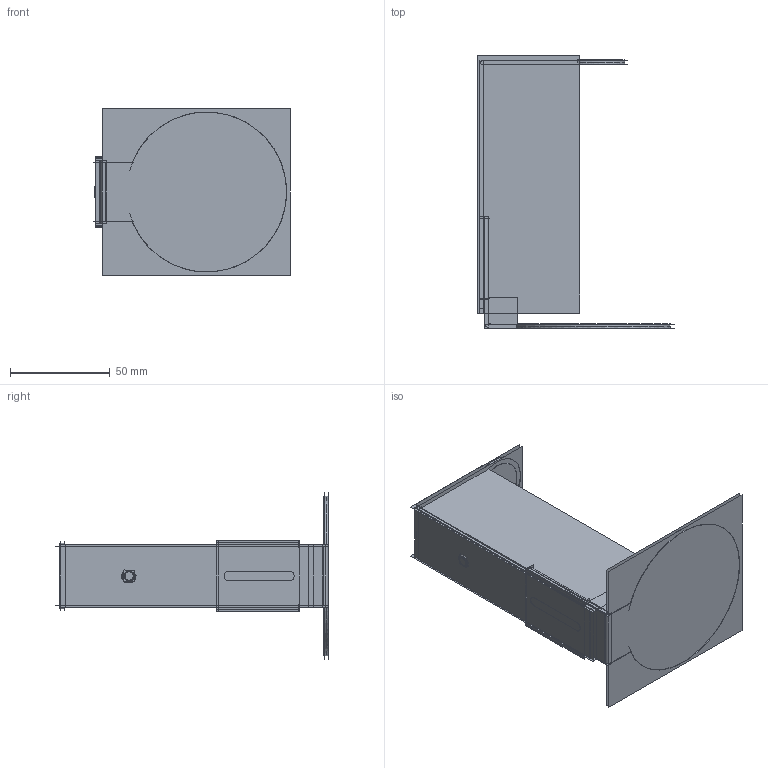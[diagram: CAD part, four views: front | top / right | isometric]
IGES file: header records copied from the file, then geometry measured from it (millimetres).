
Start section:  PTC IGES file: a44892.igs
Global section: file name: a44892.igs; native system: Creo Parametric by PTC Inc.; preprocessor: 2017380; author: gurkan.saylisoy; organization: Unknown; date: 20190218.152154; units: millimetre
Bounding box: 98.33 x 136.78 x 83.2 mm (x, y, z)
Surface area: 80479 mm2 (no closed solid volume)
Topology: 0 solids, 0 shells, 256 faces, 3506 edges, 4584 vertices
Faces by surface type: bspline 128, revolution 128
